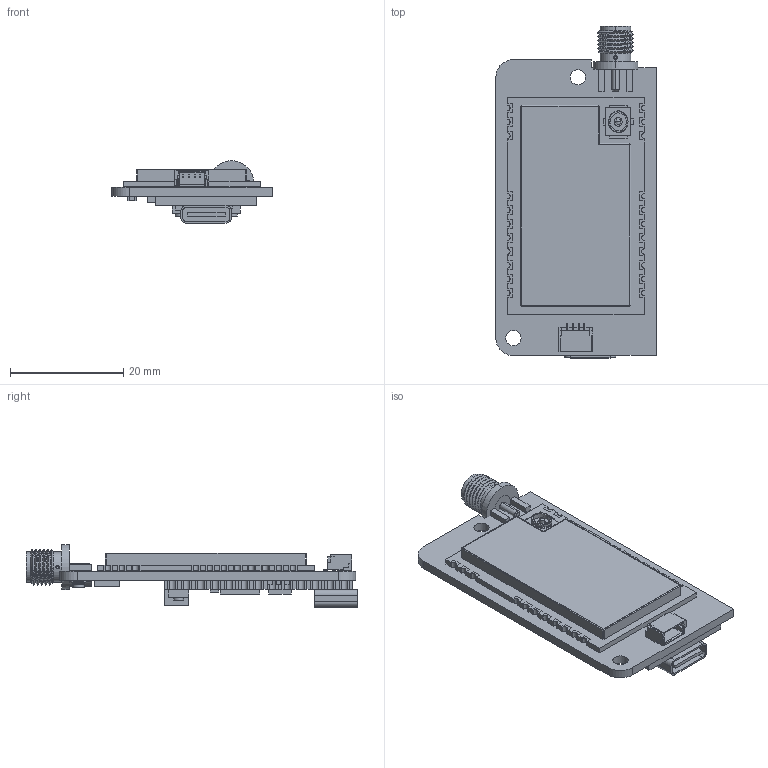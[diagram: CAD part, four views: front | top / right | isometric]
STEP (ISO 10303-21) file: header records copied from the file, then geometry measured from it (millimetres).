
FILE_DESCRIPTION(('KiCad electronic assembly'),'2;1');
FILE_NAME('ChungRF.step','2024-11-06T04:46:11',('Pcbnew'),('Kicad'), 'Open CASCADE STEP processor 7.8','KiCad to STEP converter','Unknown' );
FILE_SCHEMA(('AUTOMOTIVE_DESIGN { 1 0 10303 214 1 1 1 1 }'));
Length unit declared in the file: millimetre
Products named in the file (16): ChungRF 1; SM04B-SRSS-TB; SM04B-SRSS-TB(LF)(SN); E22-900M22S--3DModel-STEP-56544; E22-900M22S; CONSMA003.062; U.FL_Hirose_U.FL-R-SMT-1_Vertical; Adafruit KB2040; Adafruit KB2040 v7; BGA_E-M8Q-0_UBL; part; C_0603_1608Metric; _autosave-ChungRF_PCB
Assembly tree (17 placements, depth 3):
  ChungRF 1
    SM04B-SRSS-TB
      SM04B-SRSS-TB(LF)(SN)
    E22-900M22S--3DModel-STEP-56544
      E22-900M22S
    CONSMA003.062
      CONSMA003.062
    U.FL_Hirose_U.FL-R-SMT-1_Vertical
      U.FL_Hirose_U.FL-R-SMT-1_Vertical
    Adafruit KB2040
      Adafruit KB2040 v7
    BGA_E-M8Q-0_UBL
      part
    C_0603_1608Metric  x3
      C_0603_1608Metric
    _autosave-ChungRF_PCB
Bounding box: 28.35 x 58.71 x 11.07 mm (x, y, z)
Volume: 4765.7 mm3; surface area: 10871.6 mm2
Topology: 137 solids, 137 shells, 1944 faces, 4824 edges, 3192 vertices
Faces by surface type: plane 928, bspline 718, cylinder 288, cone 9, sphere 1
Full cylindrical faces by diameter (mm): 0.025 x51, 0.225 x1, 0.4 x1, 0.8 x26, 1.75 x2, 1.8 x1, 1.92 x1, 2 x2, 2.7 x2
Entity records: 59893 total; most frequent: CARTESIAN_POINT 18148, ORIENTED_EDGE 9354, DIRECTION 5808, EDGE_CURVE 4677, VERTEX_POINT 3096, LINE 2362, VECTOR 2362, FACE_BOUND 1993
